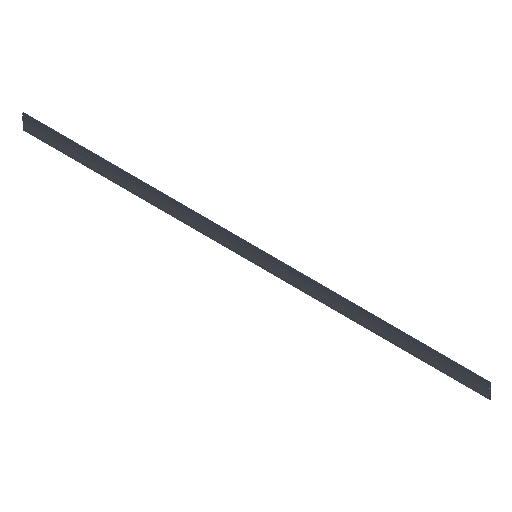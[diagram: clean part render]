
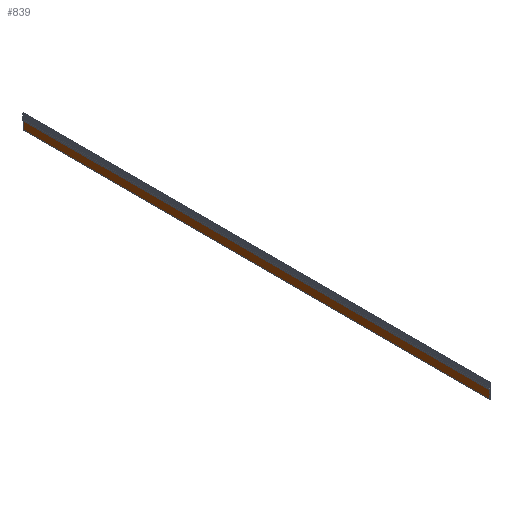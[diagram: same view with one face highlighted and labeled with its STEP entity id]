
A CAD part, isometric view. The second image highlights one B-rep face of the part: STEP entity #839.
In plain terms, the highlighted planar face has unit normal (-1, 0, 0).
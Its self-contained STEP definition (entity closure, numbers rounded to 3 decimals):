
#26=PLANE('',#951);
#61=FACE_OUTER_BOUND('',#105,.T.);
#105=EDGE_LOOP('',(#717,#718,#719,#720));
#124=LINE('',#1242,#202);
#145=LINE('',#1332,#223);
#152=LINE('',#1351,#230);
#187=LINE('',#1456,#265);
#202=VECTOR('',#978,10.);
#223=VECTOR('',#1053,10.);
#230=VECTOR('',#1074,10.);
#265=VECTOR('',#1183,10.);
#327=VERTEX_POINT('',#1235);
#330=VERTEX_POINT('',#1240);
#372=VERTEX_POINT('',#1330);
#377=VERTEX_POINT('',#1350);
#414=EDGE_CURVE('',#330,#327,#124,.T.);
#459=EDGE_CURVE('',#372,#330,#145,.T.);
#468=EDGE_CURVE('',#327,#377,#152,.T.);
#523=EDGE_CURVE('',#377,#372,#187,.T.);
#717=ORIENTED_EDGE('',*,*,#414,.F.);
#718=ORIENTED_EDGE('',*,*,#459,.F.);
#719=ORIENTED_EDGE('',*,*,#523,.F.);
#720=ORIENTED_EDGE('',*,*,#468,.F.);
#839=ADVANCED_FACE('',(#61),#26,.T.);
#951=AXIS2_PLACEMENT_3D('',#1457,#1184,#1185);
#978=DIRECTION('',(0.,-1.,0.));
#1053=DIRECTION('',(0.,0.,1.));
#1074=DIRECTION('',(0.,0.,-1.));
#1183=DIRECTION('',(0.,1.,0.));
#1184=DIRECTION('center_axis',(-1.,0.,0.));
#1185=DIRECTION('ref_axis',(0.,0.,1.));
#1235=CARTESIAN_POINT('',(35.,-1500.,-9.673));
#1240=CARTESIAN_POINT('',(35.,1500.,-9.673));
#1242=CARTESIAN_POINT('',(35.,0.,-9.673));
#1330=CARTESIAN_POINT('',(35.,1500.,-63.2));
#1332=CARTESIAN_POINT('',(35.,1500.,-63.4));
#1350=CARTESIAN_POINT('',(35.,-1500.,-63.2));
#1351=CARTESIAN_POINT('',(35.,-1500.,-63.4));
#1456=CARTESIAN_POINT('',(35.,0.,-63.2));
#1457=CARTESIAN_POINT('Origin',(35.,0.,-63.4));
